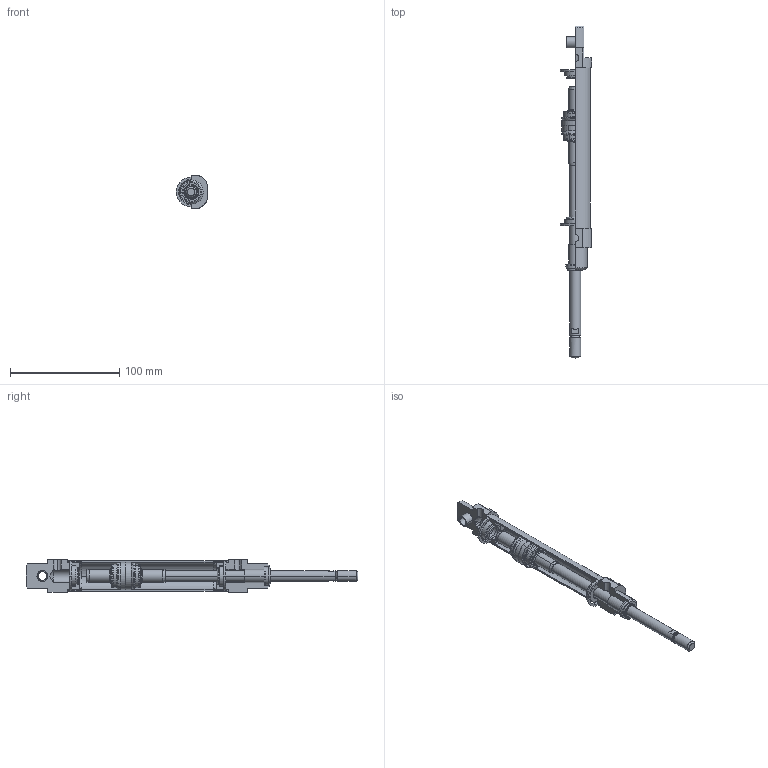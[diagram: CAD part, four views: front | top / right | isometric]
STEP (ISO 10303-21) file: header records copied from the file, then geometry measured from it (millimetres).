
FILE_DESCRIPTION((''),'2;1');
FILE_NAME('SILOWNIK_ASM','2012-06-17T',('rs'),(''),'PRO/ENGINEER BY PARAMETRIC TECHNOLOGY CORPORATION, 2010370','PRO/ENGINEER BY PARAMETRIC TECHNOLOGY CORPORATION, 2010370','');
FILE_SCHEMA(('CONFIG_CONTROL_DESIGN'));
Length unit declared in the file: millimetre
Products named in the file (16): POKRYWA_TYLNA; USZCZELNIENIE_AMORTYZATORA; PIERSCIEN_SAMOUSZCZELNIAJACY; TULEJA; POKRYWA_PRZEDNIA; USZCZELNIENIE_TLOCZYSKA; LOYZSKO_SLIZGOWE; PANEWKA; TLOK; WKLADKA_AMORTYZUJACA; USZCZELNIENIE_TLOKA; MAGNES; PIERSCEN_SRODTLOKOWY; TLOCZYSKO; KONCOWKA_TLOCZYSKA; SILOWNIK_ASM
Assembly tree (20 placements, depth 2):
  SILOWNIK_ASM
    POKRYWA_TYLNA
    USZCZELNIENIE_AMORTYZATORA  x2
    PIERSCIEN_SAMOUSZCZELNIAJACY  x2
    TULEJA
    POKRYWA_PRZEDNIA
    USZCZELNIENIE_TLOCZYSKA
    LOYZSKO_SLIZGOWE
    PANEWKA
    TLOK  x2
    WKLADKA_AMORTYZUJACA  x2
    USZCZELNIENIE_TLOKA  x2
    MAGNES
    PIERSCEN_SRODTLOKOWY
    TLOCZYSKO
    KONCOWKA_TLOCZYSKA
Bounding box: 28.5 x 303.93 x 30 mm (x, y, z)
Volume: 61690.9 mm3; surface area: 49691.4 mm2
Topology: 20 solids, 20 shells, 588 faces, 1457 edges, 934 vertices
Faces by surface type: plane 300, cylinder 206, cone 56, torus 26
Entity records: 12203 total; most frequent: DIRECTION 2207, CARTESIAN_POINT 2112, ORIENTED_EDGE 1940, EDGE_CURVE 970, AXIS2_PLACEMENT_3D 819, VERTEX_POINT 632, VECTOR 569, LINE 569
